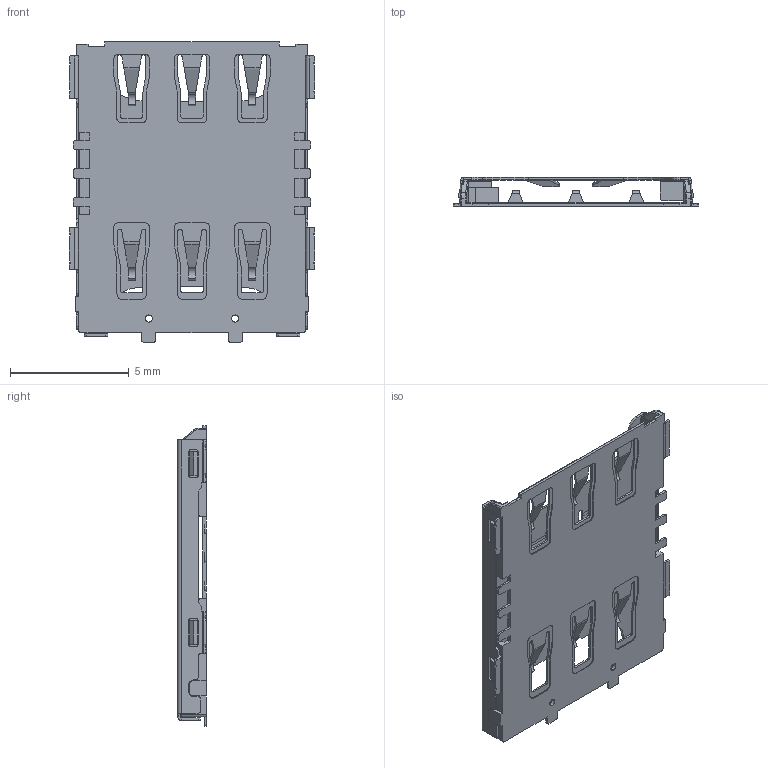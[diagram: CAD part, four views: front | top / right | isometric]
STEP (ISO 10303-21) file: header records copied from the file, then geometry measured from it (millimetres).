
FILE_DESCRIPTION (( 'STEP AP214' ), '1' );
FILE_NAME ('104224-0820.STEP', '2018-04-03T00:22:03', ( '' ), ( '' ), 'SwSTEP 2.0', 'SolidWorks 2017', '' );
FILE_SCHEMA (( 'AUTOMOTIVE_DESIGN' ));
Length unit declared in the file: millimetre
Products named in the file (1): 104224-0820
Bounding box: 10.35 x 1.21 x 12.65 mm (x, y, z)
Volume: 29.9 mm3; surface area: 477.8 mm2
Topology: 2 solids, 2 shells, 847 faces, 2311 edges, 1484 vertices
Faces by surface type: plane 498, cylinder 335, torus 8, bspline 6
Entity records: 26632 total; most frequent: CARTESIAN_POINT 5079, ORIENTED_EDGE 4622, DIRECTION 4393, EDGE_CURVE 2311, LINE 1649, VECTOR 1649, VERTEX_POINT 1484, AXIS2_PLACEMENT_3D 1372
